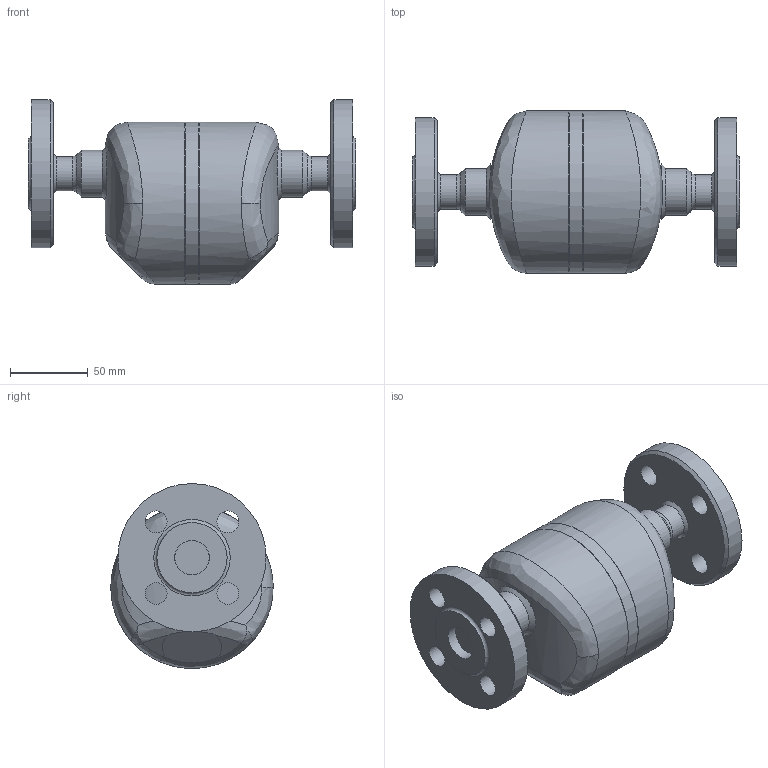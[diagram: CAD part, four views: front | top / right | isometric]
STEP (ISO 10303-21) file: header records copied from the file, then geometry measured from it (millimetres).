
FILE_DESCRIPTION((''),'2;1');
FILE_NAME('ss5n0-015-e0025-00.stp','2012-04-19T15:33:37',('nakaot'),(''),'Autodesk Inventor 2012','Autodesk Inventor 2012','');
FILE_SCHEMA(('AUTOMOTIVE_DESIGN { 1 0 10303 214 1 1 1 1 }'));
Length unit declared in the file: millimetre
Products named in the file (1): ss5n0-015-e0025-00
Bounding box: 210 x 104 x 118.5 mm (x, y, z)
Volume: 1053351.4 mm3; surface area: 93628.6 mm2
Topology: 1 solids, 1 shells, 81 faces, 189 edges, 124 vertices
Faces by surface type: cylinder 29, plane 20, bspline 16, cone 12, torus 4
Full cylindrical faces by diameter (mm): 14 x8, 22 x4, 22.2 x2, 30 x2, 95 x2, 100 x2, 104 x3
Entity records: 3379 total; most frequent: CARTESIAN_POINT 1771, DIRECTION 292, ORIENTED_EDGE 284, EDGE_LOOP 146, AXIS2_PLACEMENT_3D 142, EDGE_CURVE 142, VERTEX_POINT 112, FACE_OUTER_BOUND 81
